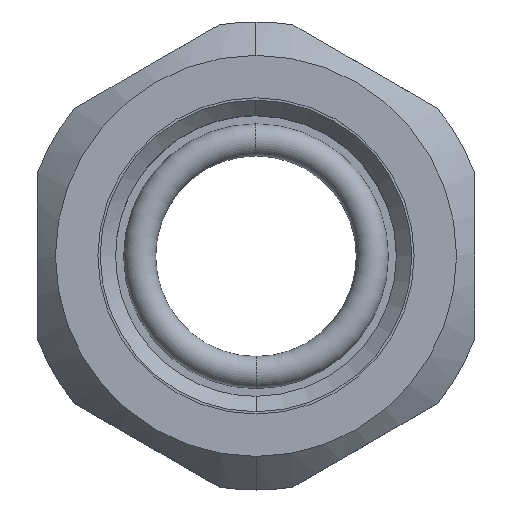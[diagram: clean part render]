
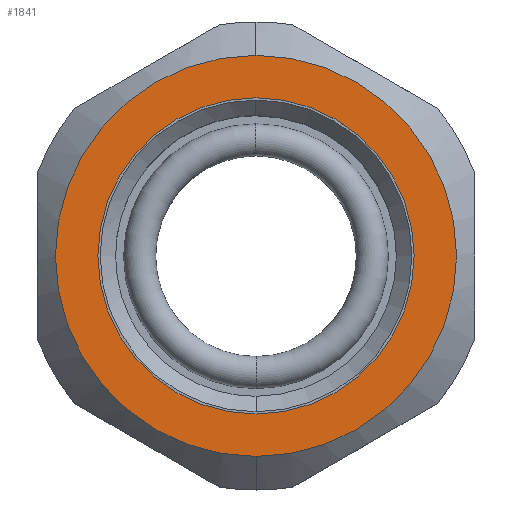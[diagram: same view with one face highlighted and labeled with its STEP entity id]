
A CAD part, top view. The second image highlights one B-rep face of the part: STEP entity #1841.
In plain terms, the highlighted planar face has unit normal (0, 0, 1).
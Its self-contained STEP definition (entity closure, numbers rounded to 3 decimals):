
#1780=AXIS2_PLACEMENT_3D('Circle Axis2P3D',#1778,#1779,$) ;
#1804=AXIS2_PLACEMENT_3D('Circle Axis2P3D',#1802,#1803,$) ;
#1817=AXIS2_PLACEMENT_3D('Plane Axis2P3D',#1814,#1815,#1816) ;
#1821=AXIS2_PLACEMENT_3D('Circle Axis2P3D',#1819,#1820,$) ;
#1830=AXIS2_PLACEMENT_3D('Circle Axis2P3D',#1828,#1829,$) ;
#1775=CARTESIAN_POINT('Vertex',(8.5,2.95,10.)) ;
#1778=CARTESIAN_POINT('Axis2P3D Location',(8.5,9.1,10.)) ;
#1782=CARTESIAN_POINT('Vertex',(8.5,15.25,10.)) ;
#1802=CARTESIAN_POINT('Axis2P3D Location',(8.5,9.1,10.)) ;
#1814=CARTESIAN_POINT('Axis2P3D Location',(8.5,2.525,10.)) ;
#1819=CARTESIAN_POINT('Axis2P3D Location',(8.5,9.1,10.)) ;
#1823=CARTESIAN_POINT('Vertex',(8.5,16.9,10.)) ;
#1825=CARTESIAN_POINT('Vertex',(8.5,1.3,10.)) ;
#1828=CARTESIAN_POINT('Axis2P3D Location',(8.5,9.1,10.)) ;
#1779=DIRECTION('Axis2P3D Direction',(-0.,0.,1.)) ;
#1803=DIRECTION('Axis2P3D Direction',(-0.,0.,1.)) ;
#1815=DIRECTION('Axis2P3D Direction',(0.,0.,1.)) ;
#1816=DIRECTION('Axis2P3D XDirection',(-1.,0.,0.)) ;
#1820=DIRECTION('Axis2P3D Direction',(0.,0.,1.)) ;
#1829=DIRECTION('Axis2P3D Direction',(0.,0.,1.)) ;
#1834=ORIENTED_EDGE('',*,*,#1827,.T.) ;
#1835=ORIENTED_EDGE('',*,*,#1832,.T.) ;
#1838=ORIENTED_EDGE('',*,*,#1806,.F.) ;
#1839=ORIENTED_EDGE('',*,*,#1784,.F.) ;
#1840=FACE_BOUND('',#1837,.T.) ;
#1841=ADVANCED_FACE('Hauptkoerper',(#1836,#1840),#1818,.T.) ;
#1781=CIRCLE('generated circle',#1780,6.15) ;
#1805=CIRCLE('generated circle',#1804,6.15) ;
#1822=CIRCLE('generated circle',#1821,7.8) ;
#1831=CIRCLE('generated circle',#1830,7.8) ;
#1784=EDGE_CURVE('',#1776,#1783,#1781,.T.) ;
#1806=EDGE_CURVE('',#1783,#1776,#1805,.T.) ;
#1827=EDGE_CURVE('',#1824,#1826,#1822,.T.) ;
#1832=EDGE_CURVE('',#1826,#1824,#1831,.T.) ;
#1833=EDGE_LOOP('',(#1834,#1835)) ;
#1837=EDGE_LOOP('',(#1838,#1839)) ;
#1836=FACE_OUTER_BOUND('',#1833,.T.) ;
#1818=PLANE('',#1817) ;
#1776=VERTEX_POINT('',#1775) ;
#1783=VERTEX_POINT('',#1782) ;
#1824=VERTEX_POINT('',#1823) ;
#1826=VERTEX_POINT('',#1825) ;
